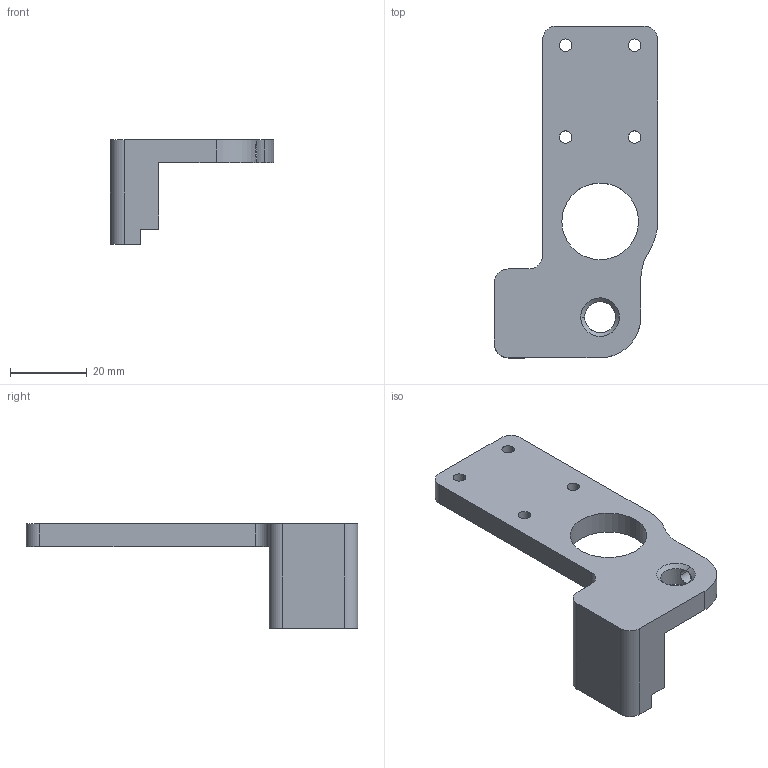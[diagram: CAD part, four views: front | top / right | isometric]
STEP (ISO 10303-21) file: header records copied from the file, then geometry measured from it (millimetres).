
FILE_DESCRIPTION (( 'STEP AP203' ), '1' );
FILE_NAME ('CB-001-004 - Motor Mount Plate.STEP', '2023-07-24T20:13:43', ( '' ), ( '' ), 'SwSTEP 2.0', 'SolidWorks 2023', '' );
FILE_SCHEMA (( 'CONFIG_CONTROL_DESIGN' ));
Length unit declared in the file: millimetre
Products named in the file (1): CB-001-004 - Motor Mount Plate
Bounding box: 42.6 x 86.6 x 27.38 mm (x, y, z)
Volume: 18949.5 mm3; surface area: 8895 mm2
Topology: 1 solids, 1 shells, 50 faces, 136 edges, 88 vertices
Faces by surface type: cylinder 27, plane 15, cone 7, bspline 1
Entity records: 2082 total; most frequent: CARTESIAN_POINT 682, DIRECTION 284, ORIENTED_EDGE 272, EDGE_CURVE 136, AXIS2_PLACEMENT_3D 109, VERTEX_POINT 88, LINE 66, VECTOR 66
